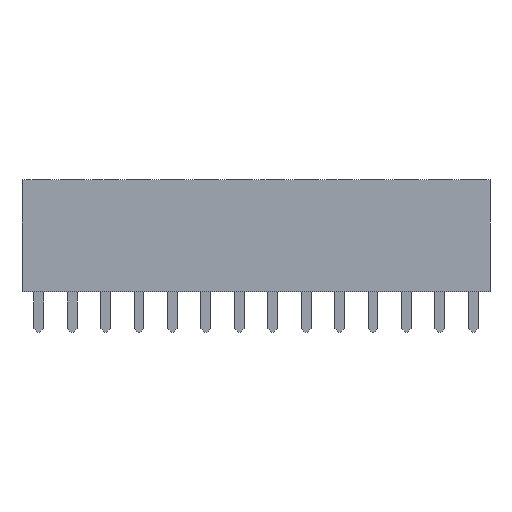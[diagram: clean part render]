
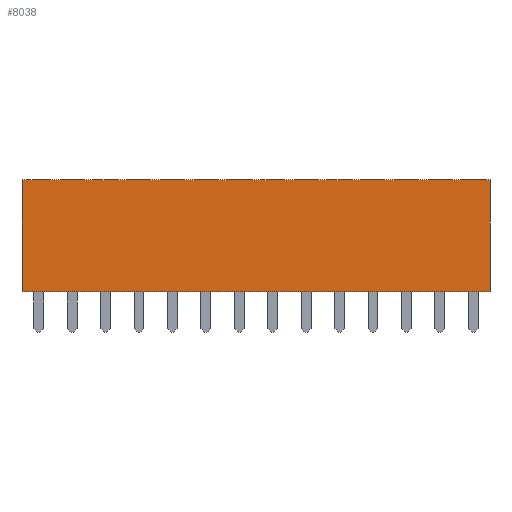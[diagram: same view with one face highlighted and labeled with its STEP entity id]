
A CAD part, front view. The second image highlights one B-rep face of the part: STEP entity #8038.
In plain terms, the highlighted planar face has unit normal (0, -1, 0).
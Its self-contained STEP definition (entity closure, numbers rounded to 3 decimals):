
#258=FACE_OUTER_BOUND('',#768,.T.);
#768=EDGE_LOOP('',(#5843,#5844,#5845,#5846));
#1185=LINE('',#11159,#2297);
#1244=LINE('',#11278,#2356);
#1431=LINE('',#11663,#2543);
#1434=LINE('',#11668,#2546);
#2297=VECTOR('',#9034,10.);
#2356=VECTOR('',#9101,10.);
#2543=VECTOR('',#9494,10.);
#2546=VECTOR('',#9501,10.);
#3390=VERTEX_POINT('',#11156);
#3391=VERTEX_POINT('',#11158);
#3447=VERTEX_POINT('',#11277);
#3542=VERTEX_POINT('',#11662);
#4113=EDGE_CURVE('',#3390,#3391,#1185,.T.);
#4172=EDGE_CURVE('',#3391,#3447,#1244,.T.);
#4359=EDGE_CURVE('',#3542,#3447,#1431,.T.);
#4362=EDGE_CURVE('',#3542,#3390,#1434,.T.);
#5843=ORIENTED_EDGE('',*,*,#4359,.T.);
#5844=ORIENTED_EDGE('',*,*,#4172,.F.);
#5845=ORIENTED_EDGE('',*,*,#4113,.F.);
#5846=ORIENTED_EDGE('',*,*,#4362,.F.);
#7542=PLANE('',#8578);
#8038=ADVANCED_FACE('',(#258),#7542,.T.);
#8578=AXIS2_PLACEMENT_3D('',#11735,#9570,#9571);
#9034=DIRECTION('',(1.,0.,0.));
#9101=DIRECTION('',(0.,0.,-1.));
#9494=DIRECTION('',(1.,0.,0.));
#9501=DIRECTION('',(0.,0.,1.));
#9570=DIRECTION('center_axis',(0.,-1.,0.));
#9571=DIRECTION('ref_axis',(1.,0.,0.));
#11156=CARTESIAN_POINT('',(-17.78,-2.52,8.6));
#11158=CARTESIAN_POINT('',(17.78,-2.52,8.6));
#11159=CARTESIAN_POINT('',(-17.78,-2.52,8.6));
#11277=CARTESIAN_POINT('',(17.78,-2.52,0.1));
#11278=CARTESIAN_POINT('',(17.78,-2.52,0.1));
#11662=CARTESIAN_POINT('',(-17.78,-2.52,0.1));
#11663=CARTESIAN_POINT('',(-17.78,-2.52,0.1));
#11668=CARTESIAN_POINT('',(-17.78,-2.52,0.1));
#11735=CARTESIAN_POINT('Origin',(-17.78,-2.52,0.1));
